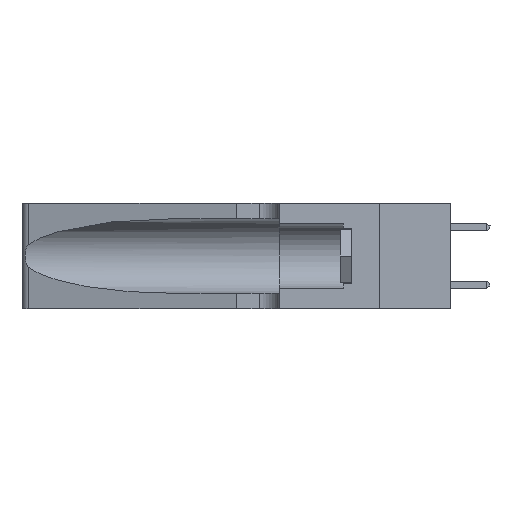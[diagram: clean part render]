
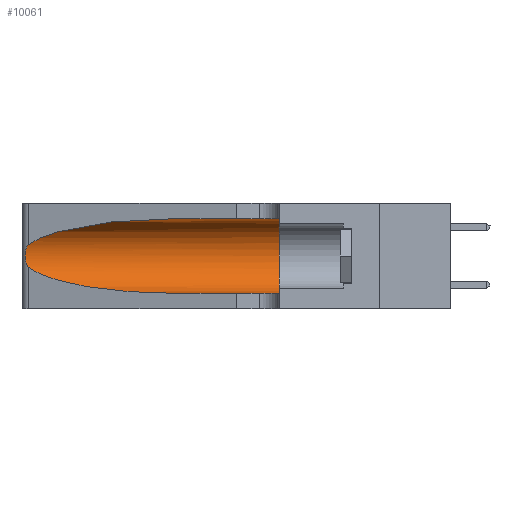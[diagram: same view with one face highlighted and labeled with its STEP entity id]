
A CAD part, left-side view. The second image highlights one B-rep face of the part: STEP entity #10061.
In plain terms, the highlighted cylindrical face has radius 3.308 mm (diameter 6.617 mm), a partial arc.
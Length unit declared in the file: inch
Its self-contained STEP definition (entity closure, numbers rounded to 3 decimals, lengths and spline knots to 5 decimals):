
#1222 = EDGE_CURVE ( 'NONE', #22043, #24840, #25523, .T. ) ;
#1286 =( BOUNDED_CURVE ( )  B_SPLINE_CURVE ( 3, ( #23817, #12832, #34781, #18360 ),
 .UNSPECIFIED., .F., .F. ) 
 B_SPLINE_CURVE_WITH_KNOTS ( ( 4, 4 ),
 ( 1.5708, 2.84003 ),
 .UNSPECIFIED. ) 
 CURVE ( )  GEOMETRIC_REPRESENTATION_ITEM ( )  RATIONAL_B_SPLINE_CURVE ( ( 1., 0.87, 0.87, 1. ) ) 
 REPRESENTATION_ITEM ( '' )  );
#2541 = CARTESIAN_POINT ( 'NONE',  ( 0.1305, 0.72297, 0.05475 ) ) ;
#3377 = VECTOR ( 'NONE', #22900, 39.37008 ) ;
#3636 = CARTESIAN_POINT ( 'NONE',  ( 0.1305, 0.35, 0.185 ) ) ;
#3904 = VERTEX_POINT ( 'NONE', #30278 ) ;
#4426 = CARTESIAN_POINT ( 'NONE',  ( 0.25555, 1.22994, 0.2215 ) ) ;
#4545 = CARTESIAN_POINT ( 'NONE',  ( 0.25787, 1.23484, 0.2124 ) ) ;
#4561 = AXIS2_PLACEMENT_3D ( 'NONE', #3636, #23069, #6449 ) ;
#5123 =( BOUNDED_CURVE ( )  B_SPLINE_CURVE ( 3, ( #27411, #35600, #19203, #2541 ),
 .UNSPECIFIED., .F., .T. ) 
 B_SPLINE_CURVE_WITH_KNOTS ( ( 4, 4 ),
 ( 3.44316, 4.71239 ),
 .UNSPECIFIED. ) 
 CURVE ( )  GEOMETRIC_REPRESENTATION_ITEM ( )  RATIONAL_B_SPLINE_CURVE ( ( 1., 0.87, 0.87, 1. ) ) 
 REPRESENTATION_ITEM ( '' )  );
#6115 = CYLINDRICAL_SURFACE ( 'NONE', #22206, 0.13025 ) ;
#6285 = CARTESIAN_POINT ( 'NONE',  ( 0.1305, 1.61858, 0.05475 ) ) ;
#6449 = DIRECTION ( 'NONE',  ( 0., 0., 1. ) ) ;
#7245 = CARTESIAN_POINT ( 'NONE',  ( 0.25487, 1.22718, 0.22369 ) ) ;
#7366 = CARTESIAN_POINT ( 'NONE',  ( 0.26018, 1.23835, 0.19895 ) ) ;
#9105 = CARTESIAN_POINT ( 'NONE',  ( 0.1305, 1.61858, 0.185 ) ) ;
#9267 = ORIENTED_EDGE ( 'NONE', *, *, #11435, .F. ) ;
#10061 = ADVANCED_FACE ( 'NONE', ( #15308 ), #6115, .F. ) ;
#10183 = CARTESIAN_POINT ( 'NONE',  ( 0.26075, 1.23896, 0.178 ) ) ;
#10755 = VERTEX_POINT ( 'NONE', #25766 ) ;
#11435 = EDGE_CURVE ( 'NONE', #3904, #24840, #28095, .T. ) ;
#12832 = CARTESIAN_POINT ( 'NONE',  ( 0.18966, 0.96281, 0.31525 ) ) ;
#13011 = CARTESIAN_POINT ( 'NONE',  ( 0.25856, 1.23593, 0.16098 ) ) ;
#13184 = VERTEX_POINT ( 'NONE', #28307 ) ;
#14012 = VECTOR ( 'NONE', #25531, 39.37008 ) ;
#14576 = CARTESIAN_POINT ( 'NONE',  ( 0.1305, 1.61858, 0.31525 ) ) ;
#14698 = EDGE_CURVE ( 'NONE', #13184, #10755, #1286, .T. ) ;
#14732 = DIRECTION ( 'NONE',  ( 0., -1., 0. ) ) ;
#15308 = FACE_OUTER_BOUND ( 'NONE', #21604, .T. ) ;
#15784 = CARTESIAN_POINT ( 'NONE',  ( 0.25639, 1.23186, 0.15144 ) ) ;
#17471 = DIRECTION ( 'NONE',  ( 0., 0., -1. ) ) ;
#18360 = CARTESIAN_POINT ( 'NONE',  ( 0.25487, 1.22718, 0.22369 ) ) ;
#18517 = CARTESIAN_POINT ( 'NONE',  ( 0.25487, 1.22718, 0.14631 ) ) ;
#19203 = CARTESIAN_POINT ( 'NONE',  ( 0.18966, 0.96281, 0.05475 ) ) ;
#19714 = ORIENTED_EDGE ( 'NONE', *, *, #1222, .T. ) ;
#21198 = CARTESIAN_POINT ( 'NONE',  ( 0.25639, 1.23184, 0.21858 ) ) ;
#21253 = ORIENTED_EDGE ( 'NONE', *, *, #28016, .F. ) ;
#21604 = EDGE_LOOP ( 'NONE', ( #25234, #33521, #33403, #19714, #9267, #21253 ) ) ;
#22043 = VERTEX_POINT ( 'NONE', #28530 ) ;
#22206 = AXIS2_PLACEMENT_3D ( 'NONE', #9105, #14732, #17471 ) ;
#22834 = VERTEX_POINT ( 'NONE', #30345 ) ;
#22900 = DIRECTION ( 'NONE',  ( 0., -1., 0. ) ) ;
#23069 = DIRECTION ( 'NONE',  ( 0., 1., 0. ) ) ;
#23817 = CARTESIAN_POINT ( 'NONE',  ( 0.1305, 0.72297, 0.31525 ) ) ;
#23979 = CARTESIAN_POINT ( 'NONE',  ( 0.25854, 1.2359, 0.20912 ) ) ;
#24840 = VERTEX_POINT ( 'NONE', #33424 ) ;
#25234 = ORIENTED_EDGE ( 'NONE', *, *, #14698, .T. ) ;
#25523 = LINE ( 'NONE', #6285, #3377 ) ;
#25531 = DIRECTION ( 'NONE',  ( 0., -1., 0. ) ) ;
#25766 = CARTESIAN_POINT ( 'NONE',  ( 0.25487, 1.22718, 0.22369 ) ) ;
#26567 = EDGE_CURVE ( 'NONE', #22834, #22043, #5123, .T. ) ;
#26729 = CARTESIAN_POINT ( 'NONE',  ( 0.26075, 1.23896, 0.19203 ) ) ;
#27411 = CARTESIAN_POINT ( 'NONE',  ( 0.25487, 1.22718, 0.14631 ) ) ;
#28016 = EDGE_CURVE ( 'NONE', #13184, #3904, #28637, .T. ) ;
#28095 = CIRCLE ( 'NONE', #4561, 0.13025 ) ;
#28203 = B_SPLINE_CURVE_WITH_KNOTS ( 'NONE', 3,
 ( #7245, #4426, #21198, #4545, #23979, #7366, #26729, #10183, #29470, #13011, #32190, #15784, #34934, #18517 ),
 .UNSPECIFIED., .F., .F.,
 ( 4, 2, 2, 2, 2, 2, 4 ),
 ( 0., 0.00027, 0.00053, 0.00107, 0.0016, 0.00187, 0.00214 ),
 .UNSPECIFIED. ) ;
#28307 = CARTESIAN_POINT ( 'NONE',  ( 0.1305, 0.72297, 0.31525 ) ) ;
#28530 = CARTESIAN_POINT ( 'NONE',  ( 0.1305, 0.72297, 0.05475 ) ) ;
#28637 = LINE ( 'NONE', #14576, #14012 ) ;
#29470 = CARTESIAN_POINT ( 'NONE',  ( 0.26017, 1.23833, 0.17102 ) ) ;
#30278 = CARTESIAN_POINT ( 'NONE',  ( 0.1305, 0.35, 0.31525 ) ) ;
#30345 = CARTESIAN_POINT ( 'NONE',  ( 0.25487, 1.22718, 0.14631 ) ) ;
#32190 = CARTESIAN_POINT ( 'NONE',  ( 0.25789, 1.23486, 0.15765 ) ) ;
#33403 = ORIENTED_EDGE ( 'NONE', *, *, #26567, .T. ) ;
#33424 = CARTESIAN_POINT ( 'NONE',  ( 0.1305, 0.35, 0.05475 ) ) ;
#33521 = ORIENTED_EDGE ( 'NONE', *, *, #34743, .T. ) ;
#34743 = EDGE_CURVE ( 'NONE', #10755, #22834, #28203, .T. ) ;
#34781 = CARTESIAN_POINT ( 'NONE',  ( 0.2373, 1.15595, 0.28018 ) ) ;
#34934 = CARTESIAN_POINT ( 'NONE',  ( 0.25555, 1.22993, 0.14849 ) ) ;
#35600 = CARTESIAN_POINT ( 'NONE',  ( 0.2373, 1.15595, 0.08982 ) ) ;
